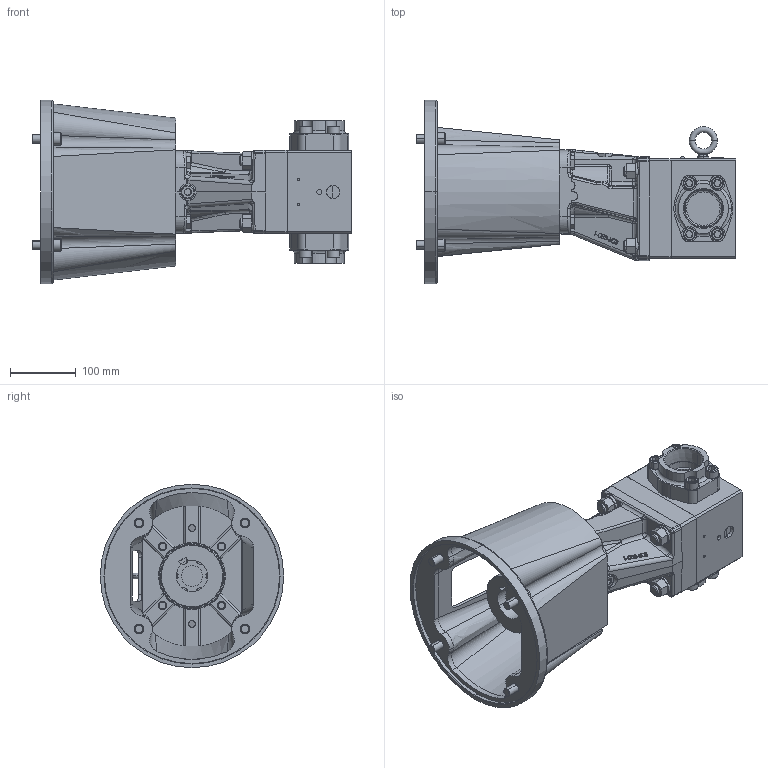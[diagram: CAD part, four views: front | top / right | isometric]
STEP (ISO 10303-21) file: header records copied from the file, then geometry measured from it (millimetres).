
FILE_DESCRIPTION (( 'STEP AP214' ), '1' );
FILE_NAME ('GPV-1013-021-U.STEP', '2019-05-22T18:40:28', ( '' ), ( '' ), 'SwSTEP 2.0', 'SolidWorks 2018', '' );
FILE_SCHEMA (( 'AUTOMOTIVE_DESIGN' ));
Length unit declared in the file: inch
Products named in the file (1): GPV-1013-021-U
Bounding box: 486.6 x 279.4 x 279.4 mm (x, y, z)
Volume: 6788991.7 mm3; surface area: 812257.4 mm2
Topology: 23 solids, 23 shells, 1893 faces, 4491 edges, 2732 vertices
Faces by surface type: plane 655, cylinder 580, cone 392, bspline 181, torus 53, sphere 32
Entity records: 94758 total; most frequent: CARTESIAN_POINT 27642, ORIENTED_EDGE 8954, DIRECTION 8566, EDGE_CURVE 4477, AXIS2_PLACEMENT_3D 3316, VERTEX_POINT 2732, EDGE_LOOP 2067, VECTOR 1934
